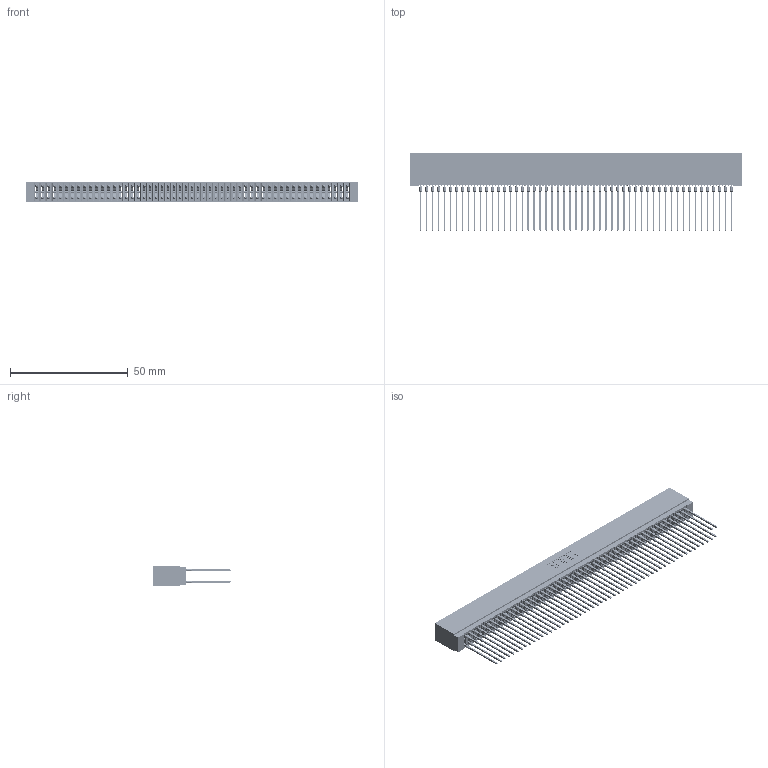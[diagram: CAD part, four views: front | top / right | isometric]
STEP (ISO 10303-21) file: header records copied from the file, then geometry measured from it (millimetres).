
FILE_DESCRIPTION (( 'STEP AP203' ), '1' );
FILE_NAME ('725-106-541-201.STEP', '2026-02-24T20:17:31', ( '' ), ( '' ), 'SwSTEP 2.0', 'SolidWorks 2023', '' );
FILE_SCHEMA (( 'CONFIG_CONTROL_DESIGN' ));
Length unit declared in the file: millimetre
Products named in the file (3): 725 Part_Insulator Option - 01; 745-292-001_541; 725-106-541-201
Assembly tree (107 placements, depth 2):
  725-106-541-201
    725 Part_Insulator Option - 01
    745-292-001_541  x106
Bounding box: 141.22 x 33.03 x 8.89 mm (x, y, z)
Volume: 11663.2 mm3; surface area: 26964.8 mm2
Topology: 107 solids, 107 shells, 9582 faces, 25747 edges, 16174 vertices
Faces by surface type: plane 4931, bspline 2120, cylinder 1895, torus 636
Entity records: 87689 total; most frequent: CARTESIAN_POINT 15707, ORIENTED_EDGE 15164, DIRECTION 13240, EDGE_CURVE 7582, LINE 7082, VECTOR 7082, VERTEX_POINT 4834, AXIS2_PLACEMENT_3D 3079
